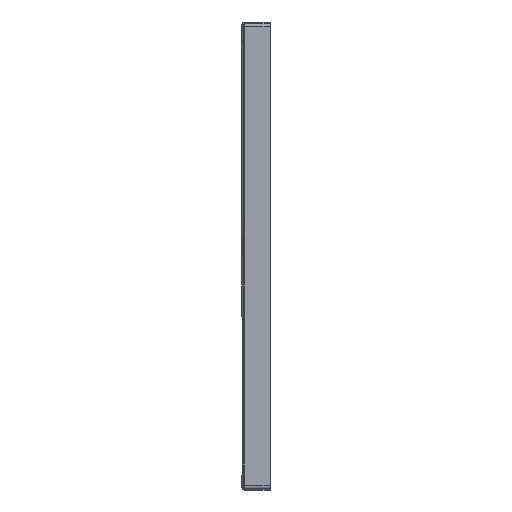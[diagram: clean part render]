
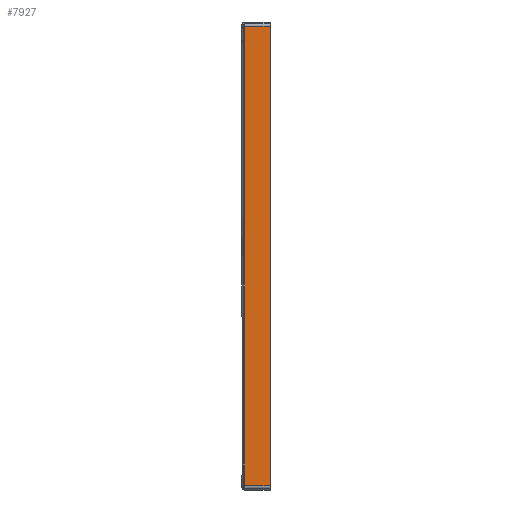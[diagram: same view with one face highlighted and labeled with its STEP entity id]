
A CAD part, left-side view. The second image highlights one B-rep face of the part: STEP entity #7927.
In plain terms, the highlighted planar face has unit normal (-1, 0, 0).
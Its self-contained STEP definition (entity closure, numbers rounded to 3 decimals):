
#1556=CARTESIAN_POINT('',(-800.,-5.107,45.));
#1557=CARTESIAN_POINT('',(-800.,-5.107,44.162));
#1558=CARTESIAN_POINT('',(-800.,-5.107,42.49));
#1559=CARTESIAN_POINT('',(-800.,-5.107,40.824));
#1560=CARTESIAN_POINT('',(-800.,-5.107,39.993));
#1562=CARTESIAN_POINT('',(-800.,-5.048,422.5));
#1563=CARTESIAN_POINT('',(-800.,-5.052,
403.104));
#1564=CARTESIAN_POINT('',(-800.,-5.06,
365.924));
#1565=CARTESIAN_POINT('',(-800.,-5.071,315.372));
#1566=CARTESIAN_POINT('',(-800.,-5.081,268.877));
#1567=CARTESIAN_POINT('',(-800.,-5.089,226.433));
#1568=CARTESIAN_POINT('',(-800.,-5.095,187.268));
#1569=CARTESIAN_POINT('',(-800.,-5.1,152.163));
#1570=CARTESIAN_POINT('',(-800.,-5.104,118.812));
#1571=CARTESIAN_POINT('',(-800.,-5.107,
84.226));
#1572=CARTESIAN_POINT('',(-800.,-5.107,
58.426));
#1573=CARTESIAN_POINT('',(-800.,-5.107,45.));
#1575=CARTESIAN_POINT('',(-800.,-5.,793.));
#1576=CARTESIAN_POINT('',(-800.,-5.,784.994));
#1577=CARTESIAN_POINT('',(-800.,-5.,768.349));
#1578=CARTESIAN_POINT('',(-800.,-5.001,742.812));
#1579=CARTESIAN_POINT('',(-800.,-5.003,712.721));
#1580=CARTESIAN_POINT('',(-800.,-5.006,679.046));
#1581=CARTESIAN_POINT('',(-800.,-5.01,642.152));
#1582=CARTESIAN_POINT('',(-800.,-5.015,603.127));
#1583=CARTESIAN_POINT('',(-800.,-5.022,562.614));
#1584=CARTESIAN_POINT('',(-800.,-5.029,520.03));
#1585=CARTESIAN_POINT('',(-800.,-5.038,474.204));
#1586=CARTESIAN_POINT('',(-800.,-5.045,440.235));
#1587=CARTESIAN_POINT('',(-800.,-5.048,422.5));
#1589=DIRECTION('',(0.,-1.,0.));
#1590=VECTOR('',#1589,43.);
#1591=CARTESIAN_POINT('',(-800.,-5.,793.));
#1592=LINE('',#1591,#1590);
#1593=DIRECTION('',(0.,-1.,0.));
#1594=VECTOR('',#1593,42.981);
#1595=CARTESIAN_POINT('',(-800.,-5.019,7.));
#1596=LINE('',#1595,#1594);
#1597=CARTESIAN_POINT('',(-800.,-5.107,39.993));
#1598=CARTESIAN_POINT('',(-800.,-5.098,36.536));
#1599=CARTESIAN_POINT('',(-800.,-5.079,29.486));
#1600=CARTESIAN_POINT('',(-800.,-5.05,18.738));
#1601=CARTESIAN_POINT('',(-800.,-5.029,10.985));
#1602=CARTESIAN_POINT('',(-800.,-5.019,7.));
#2249=DIRECTION('',(0.,0.,1.));
#2250=VECTOR('',#2249,786.);
#2251=CARTESIAN_POINT('',(-800.,-48.,7.));
#2252=LINE('',#2251,#2250);
#4329=CARTESIAN_POINT('',(-800.,-48.,7.));
#4330=CARTESIAN_POINT('',(-800.,-48.,793.));
#4331=VERTEX_POINT('',#4329);
#4332=VERTEX_POINT('',#4330);
#4341=VERTEX_POINT('',#1556);
#4342=VERTEX_POINT('',#1560);
#4343=VERTEX_POINT('',#1562);
#4345=VERTEX_POINT('',#1575);
#4354=CARTESIAN_POINT('',(-800.,-5.019,7.));
#4355=VERTEX_POINT('',#4354);
#7908=CARTESIAN_POINT('',(-800.,0.,0.));
#7909=DIRECTION('',(-1.,0.,0.));
#7910=DIRECTION('',(0.,0.,1.));
#7911=AXIS2_PLACEMENT_3D('',#7908,#7909,#7910);
#7912=PLANE('',#7911);
#7913=ORIENTED_EDGE('',*,*,#7834,.F.);
#7914=ORIENTED_EDGE('',*,*,#7898,.F.);
#7916=ORIENTED_EDGE('',*,*,#7915,.F.);
#7918=ORIENTED_EDGE('',*,*,#7917,.T.);
#7920=ORIENTED_EDGE('',*,*,#7919,.F.);
#7922=ORIENTED_EDGE('',*,*,#7921,.F.);
#7924=ORIENTED_EDGE('',*,*,#7923,.F.);
#7925=EDGE_LOOP('',(#7913,#7914,#7916,#7918,#7920,#7922,#7924));
#7926=FACE_OUTER_BOUND('',#7925,.F.);
#7927=ADVANCED_FACE('',(#7926),#7912,.T.);
#1561=B_SPLINE_CURVE_WITH_KNOTS('',3,(#1556,#1557,#1558,#1559,#1560),
.UNSPECIFIED.,.F.,.F.,(4,1,4),(0.,0.5,1.),.UNSPECIFIED.);
#1574=B_SPLINE_CURVE_WITH_KNOTS('',3,(#1562,#1563,#1564,#1565,#1566,#1567,#1568,
#1569,#1570,#1571,#1572,#1573),.UNSPECIFIED.,.F.,.F.,(4,1,1,1,1,1,1,1,1,4),
(0.,0.111,0.222,0.333,0.444,
0.556,0.667,0.778,0.889,1.),
.UNSPECIFIED.);
#1588=B_SPLINE_CURVE_WITH_KNOTS('',3,(#1575,#1576,#1577,#1578,#1579,#1580,#1581,
#1582,#1583,#1584,#1585,#1586,#1587),.UNSPECIFIED.,.F.,.F.,(4,1,1,1,1,1,1,1,1,1,
4),(0.,0.1,0.2,0.3,0.4,0.5,0.6,0.7,0.8,0.9,1.),
.UNSPECIFIED.);
#1603=B_SPLINE_CURVE_WITH_KNOTS('',3,(#1597,#1598,#1599,#1600,#1601,#1602),
.UNSPECIFIED.,.F.,.F.,(4,1,1,4),(0.,0.333,0.667,1.),
.UNSPECIFIED.);
#7834=EDGE_CURVE('',#4341,#4342,#1561,.T.);
#7898=EDGE_CURVE('',#4343,#4341,#1574,.T.);
#7915=EDGE_CURVE('',#4345,#4343,#1588,.T.);
#7917=EDGE_CURVE('',#4345,#4332,#1592,.T.);
#7919=EDGE_CURVE('',#4331,#4332,#2252,.T.);
#7921=EDGE_CURVE('',#4355,#4331,#1596,.T.);
#7923=EDGE_CURVE('',#4342,#4355,#1603,.T.);
